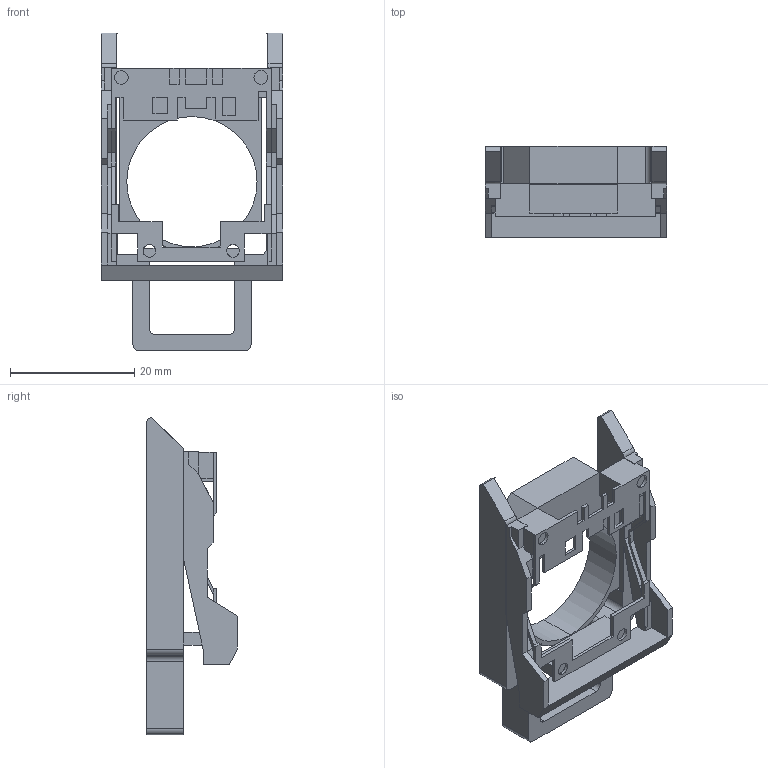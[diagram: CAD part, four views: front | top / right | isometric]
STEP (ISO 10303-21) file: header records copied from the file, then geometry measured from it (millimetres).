
FILE_DESCRIPTION (( 'STEP AP214' ), '1' );
FILE_NAME ('Button Housing [ZB4BZ102].STEP', '2019-09-13T14:33:24', ( '' ), ( '' ), 'SwSTEP 2.0', 'SolidWorks 2017', '' );
FILE_SCHEMA (( 'AUTOMOTIVE_DESIGN' ));
Length unit declared in the file: millimetre
Products named in the file (1): Button Housing [ZB4BZ102]
Bounding box: 29.28 x 14.62 x 51.21 mm (x, y, z)
Volume: 4436 mm3; surface area: 5937 mm2
Topology: 1 solids, 1 shells, 226 faces, 675 edges, 439 vertices
Faces by surface type: plane 197, cylinder 29
Entity records: 8073 total; most frequent: ORIENTED_EDGE 1350, CARTESIAN_POINT 1341, DIRECTION 1197, EDGE_CURVE 675, VECTOR 607, LINE 607, VERTEX_POINT 439, AXIS2_PLACEMENT_3D 295
